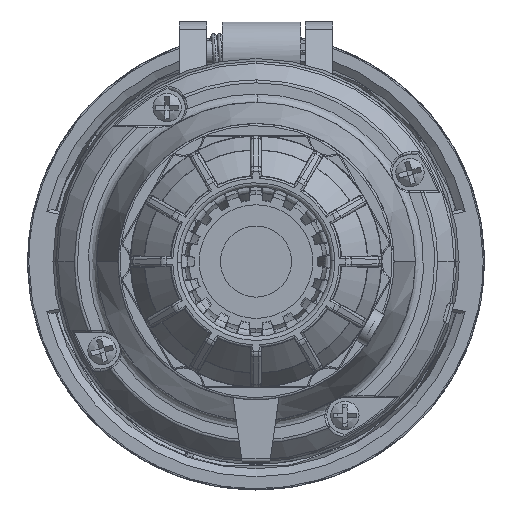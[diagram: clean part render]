
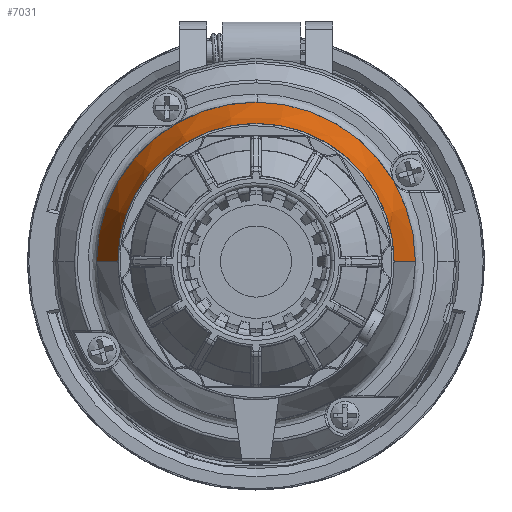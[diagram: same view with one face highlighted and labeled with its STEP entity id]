
A CAD part, front view. The second image highlights one B-rep face of the part: STEP entity #7031.
In plain terms, the highlighted conical face has half-angle 18.853 degrees and reference radius 39.25 mm.
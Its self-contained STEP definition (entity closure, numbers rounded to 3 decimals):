
#1480 = ORIENTED_EDGE ( 'NONE', *, *, #14818, .F. ) ;
#2440 = CARTESIAN_POINT ( 'NONE',  ( 0., -126.3, 0. ) ) ;
#7031 = ADVANCED_FACE ( 'NONE', ( #29408 ), #33544, .T. ) ;
#8018 = LINE ( 'NONE', #54903, #68642 ) ;
#14818 = EDGE_CURVE ( 'NONE', #24869, #75990, #8018, .T. ) ;
#16197 = DIRECTION ( 'NONE',  ( 0., 1., 0. ) ) ;
#17898 = VECTOR ( 'NONE', #43633, 1000. ) ;
#17962 = CIRCLE ( 'NONE', #21796, 32.35 ) ;
#21796 = AXIS2_PLACEMENT_3D ( 'NONE', #2440, #32937, #57287 ) ;
#21834 = EDGE_CURVE ( 'NONE', #59480, #42066, #32440, .T. ) ;
#23296 = AXIS2_PLACEMENT_3D ( 'NONE', #77829, #16197, #77431 ) ;
#24869 = VERTEX_POINT ( 'NONE', #78913 ) ;
#25191 = CARTESIAN_POINT ( 'NONE',  ( 39.25, -106.093, 0. ) ) ;
#25673 = ORIENTED_EDGE ( 'NONE', *, *, #56611, .T. ) ;
#27228 = CARTESIAN_POINT ( 'NONE',  ( 0., -106.093, 0. ) ) ;
#28973 = ORIENTED_EDGE ( 'NONE', *, *, #21834, .T. ) ;
#29408 = FACE_OUTER_BOUND ( 'NONE', #33222, .T. ) ;
#30932 = DIRECTION ( 'NONE',  ( -0.323, 0.946, 0. ) ) ;
#31782 = CIRCLE ( 'NONE', #50878, 39.25 ) ;
#32440 = LINE ( 'NONE', #25191, #17898 ) ;
#32937 = DIRECTION ( 'NONE',  ( 0., -1., 0. ) ) ;
#33222 = EDGE_LOOP ( 'NONE', ( #48817, #28973, #25673, #1480 ) ) ;
#33544 = CONICAL_SURFACE ( 'NONE', #23296, 39.25, 0.329 ) ;
#33876 = EDGE_CURVE ( 'NONE', #59480, #24869, #17962, .T. ) ;
#35478 = CARTESIAN_POINT ( 'NONE',  ( 39.25, -106.093, 0. ) ) ;
#36960 = CARTESIAN_POINT ( 'NONE',  ( -39.25, -106.093, 0. ) ) ;
#40456 = DIRECTION ( 'NONE',  ( 0., -1., 0. ) ) ;
#42066 = VERTEX_POINT ( 'NONE', #35478 ) ;
#43633 = DIRECTION ( 'NONE',  ( 0.323, 0.946, 0. ) ) ;
#48817 = ORIENTED_EDGE ( 'NONE', *, *, #33876, .F. ) ;
#50878 = AXIS2_PLACEMENT_3D ( 'NONE', #27228, #40456, #76020 ) ;
#54903 = CARTESIAN_POINT ( 'NONE',  ( -39.25, -106.093, 0. ) ) ;
#56611 = EDGE_CURVE ( 'NONE', #42066, #75990, #31782, .T. ) ;
#57287 = DIRECTION ( 'NONE',  ( 0., 0., 1. ) ) ;
#59480 = VERTEX_POINT ( 'NONE', #66390 ) ;
#66390 = CARTESIAN_POINT ( 'NONE',  ( 32.35, -126.3, 0. ) ) ;
#68642 = VECTOR ( 'NONE', #30932, 1000. ) ;
#75990 = VERTEX_POINT ( 'NONE', #36960 ) ;
#76020 = DIRECTION ( 'NONE',  ( 0., 0., 1. ) ) ;
#77431 = DIRECTION ( 'NONE',  ( -1., 0., 0. ) ) ;
#77829 = CARTESIAN_POINT ( 'NONE',  ( 0., -106.093, 0. ) ) ;
#78913 = CARTESIAN_POINT ( 'NONE',  ( -32.35, -126.3, 0. ) ) ;
